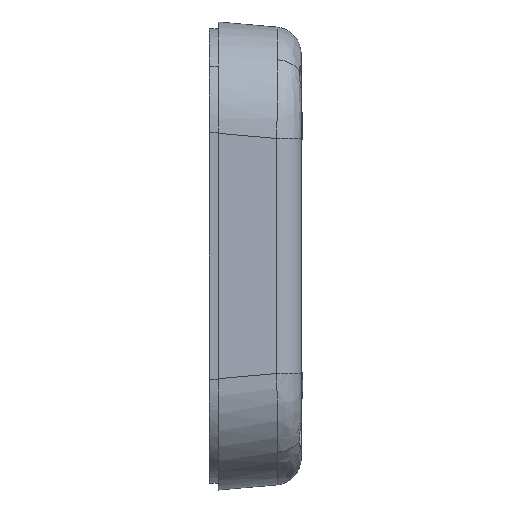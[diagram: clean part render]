
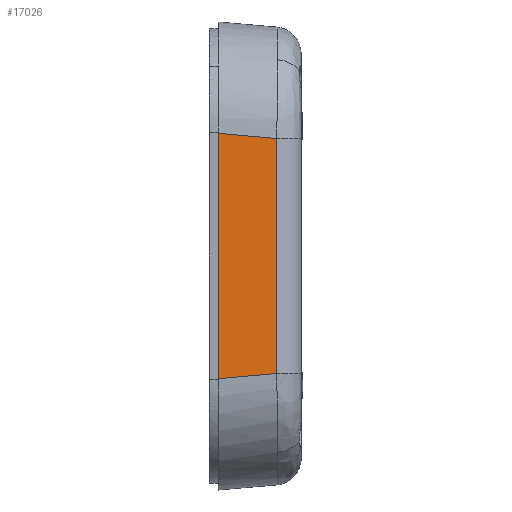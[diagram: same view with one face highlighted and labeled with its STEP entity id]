
A CAD part, left-side view. The second image highlights one B-rep face of the part: STEP entity #17026.
In plain terms, the highlighted planar face has unit normal (-0.996, -0.087, 0).
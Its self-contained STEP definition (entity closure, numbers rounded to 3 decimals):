
#15648=CARTESIAN_POINT('Line Origine',(-52.325,-2.,0.)) ;
#15652=CARTESIAN_POINT('Vertex',(-52.325,-2.,-27.42)) ;
#15654=CARTESIAN_POINT('Vertex',(-52.325,-2.,27.42)) ;
#16996=CARTESIAN_POINT('Axis2P3D Location',(-52.5,0.,52.5)) ;
#17001=CARTESIAN_POINT('Line Origine',(-51.755,-8.511,-26.85)) ;
#17005=CARTESIAN_POINT('Vertex',(-51.186,-15.023,-26.281)) ;
#17008=CARTESIAN_POINT('Line Origine',(-51.186,-15.023,0.)) ;
#17012=CARTESIAN_POINT('Vertex',(-51.186,-15.023,26.281)) ;
#17015=CARTESIAN_POINT('Line Origine',(-51.755,-8.511,26.85)) ;
#15649=DIRECTION('Vector Direction',(0.,0.,1.)) ;
#16997=DIRECTION('Axis2P3D Direction',(-0.996,-0.087,0.)) ;
#16998=DIRECTION('Axis2P3D XDirection',(0.087,-0.996,0.)) ;
#17002=DIRECTION('Vector Direction',(0.087,-0.992,0.087)) ;
#17009=DIRECTION('Vector Direction',(0.,0.,1.)) ;
#17016=DIRECTION('Vector Direction',(-0.087,0.992,0.087)) ;
#16999=AXIS2_PLACEMENT_3D('Plane Axis2P3D',#16996,#16997,#16998) ;
#17021=ORIENTED_EDGE('',*,*,#15656,.F.) ;
#17022=ORIENTED_EDGE('',*,*,#17007,.T.) ;
#17023=ORIENTED_EDGE('',*,*,#17014,.T.) ;
#17024=ORIENTED_EDGE('',*,*,#17019,.T.) ;
#15650=VECTOR('Line Direction',#15649,1.) ;
#17003=VECTOR('Line Direction',#17002,1.) ;
#17010=VECTOR('Line Direction',#17009,1.) ;
#17017=VECTOR('Line Direction',#17016,1.) ;
#17026=ADVANCED_FACE('Verrundung30',(#17025),#17000,.T.) ;
#15656=EDGE_CURVE('',#15653,#15655,#15651,.T.) ;
#17007=EDGE_CURVE('',#15653,#17006,#17004,.T.) ;
#17014=EDGE_CURVE('',#17006,#17013,#17011,.T.) ;
#17019=EDGE_CURVE('',#17013,#15655,#17018,.T.) ;
#17020=EDGE_LOOP('',(#17021,#17022,#17023,#17024)) ;
#17025=FACE_OUTER_BOUND('',#17020,.T.) ;
#15651=LINE('Line',#15648,#15650) ;
#17004=LINE('Line',#17001,#17003) ;
#17011=LINE('Line',#17008,#17010) ;
#17018=LINE('Line',#17015,#17017) ;
#17000=PLANE('Plane',#16999) ;
#15653=VERTEX_POINT('',#15652) ;
#15655=VERTEX_POINT('',#15654) ;
#17006=VERTEX_POINT('',#17005) ;
#17013=VERTEX_POINT('',#17012) ;
